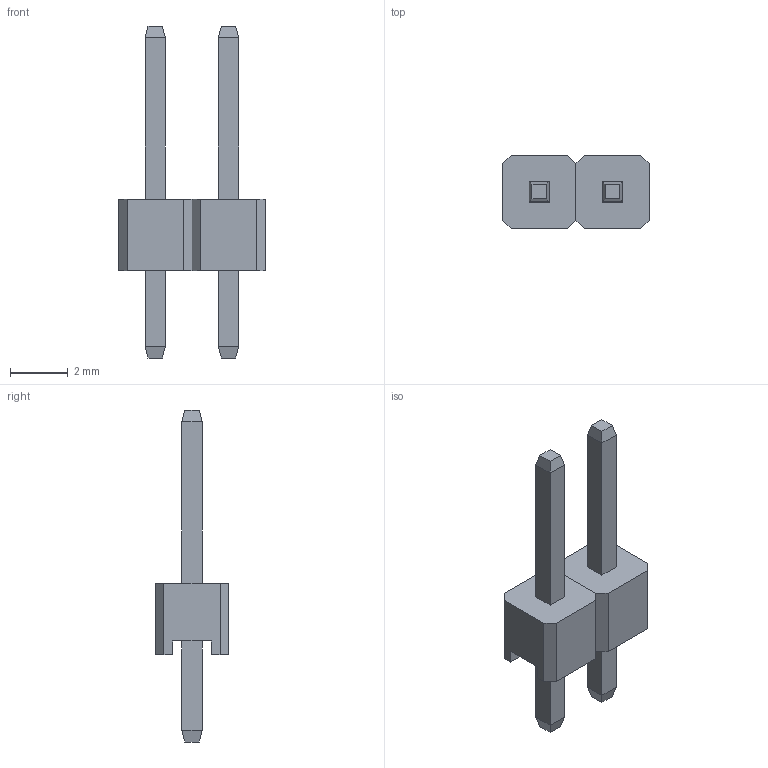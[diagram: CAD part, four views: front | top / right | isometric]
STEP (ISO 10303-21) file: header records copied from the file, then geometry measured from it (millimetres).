
FILE_DESCRIPTION(/* description */ ('Designed by EasyEDA Pro'),/* implementation_level */ '2;1');
FILE_NAME(/* name */ 'HDR2.54-LI-2x1.step',/* time_stamp */ '2025-10-22T12:24:21+08:00',/* author */ ('11208'),/* organization */ ('Open CASCADE'),/* preprocessor_version */ 'ST-DEVELOPER v20',/* originating_system */ 'Autodesk Inventor 2025',/* authorisation */ 'Unknown');
FILE_SCHEMA (('AUTOMOTIVE_DESIGN { 1 0 10303 214 3 1 1 }'));
Length unit declared in the file: millimetre
Products named in the file (3): EasyEDA PCB Model~Mwiu; H2~HDR-TH_2P-P2.54-V-M~HDR2.54-M-LI-1X2P~Mwiu; HDR-TH_2P-P2.54-V-M~HDR2.54-M-LI-1X2P~Mwiu
Assembly tree (2 placements, depth 3):
  EasyEDA PCB Model~Mwiu
    H2~HDR-TH_2P-P2.54-V-M~HDR2.54-M-LI-1X2P~Mwiu
      HDR-TH_2P-P2.54-V-M~HDR2.54-M-LI-1X2P~Mwiu
Bounding box: 5.09 x 2.54 x 11.5 mm (x, y, z)
Volume: 36.9 mm3; surface area: 126 mm2
Topology: 2 solids, 2 shells, 402 faces, 1067 edges, 706 vertices
Faces by surface type: plane 276, bspline 126
Entity records: 14787 total; most frequent: CARTESIAN_POINT 4856, ORIENTED_EDGE 2134, DIRECTION 1557, EDGE_CURVE 1067, LINE 815, VECTOR 815, VERTEX_POINT 706, EDGE_LOOP 439
